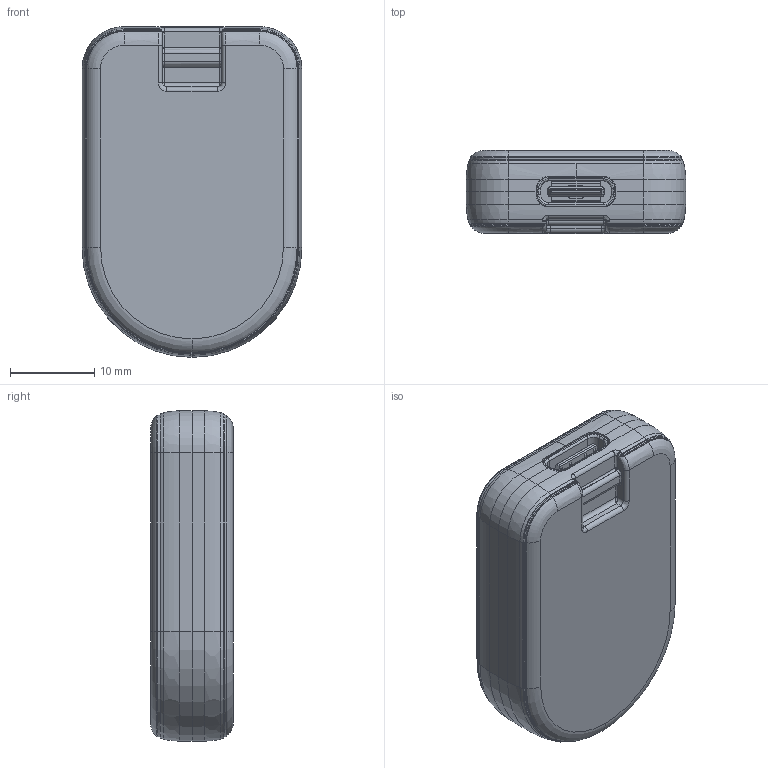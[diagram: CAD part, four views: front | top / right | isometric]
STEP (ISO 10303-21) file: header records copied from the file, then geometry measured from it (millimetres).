
FILE_DESCRIPTION (( 'STEP AP214' ), '1' );
FILE_NAME ('E00979_Simplified.STEP', '2025-10-23T13:29:13', ( '' ), ( '' ), 'SwSTEP 2.0', 'SolidWorks 2025', '' );
FILE_SCHEMA (( 'AUTOMOTIVE_DESIGN' ));
Length unit declared in the file: millimetre
Products named in the file (1): E00979_Simplified
Bounding box: 26.11 x 9.8 x 39.25 mm (x, y, z)
Volume: 8767.1 mm3; surface area: 3001.7 mm2
Topology: 1 solids, 1 shells, 459 faces, 1158 edges, 705 vertices
Faces by surface type: plane 176, cylinder 152, bspline 67, torus 42, cone 18, sphere 4
Entity records: 15691 total; most frequent: CARTESIAN_POINT 5333, ORIENTED_EDGE 2300, DIRECTION 1954, EDGE_CURVE 1150, VERTEX_POINT 705, AXIS2_PLACEMENT_3D 664, VECTOR 626, LINE 626
